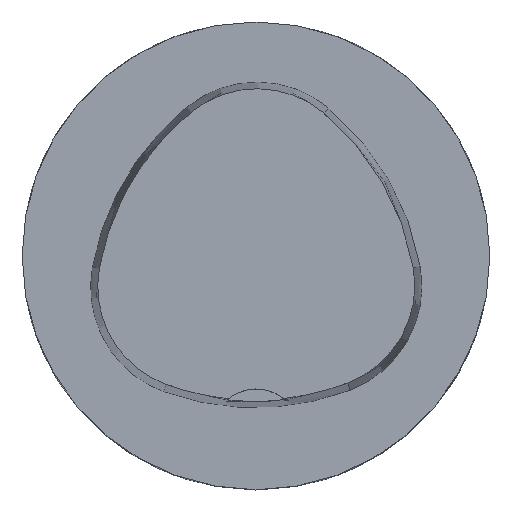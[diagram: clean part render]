
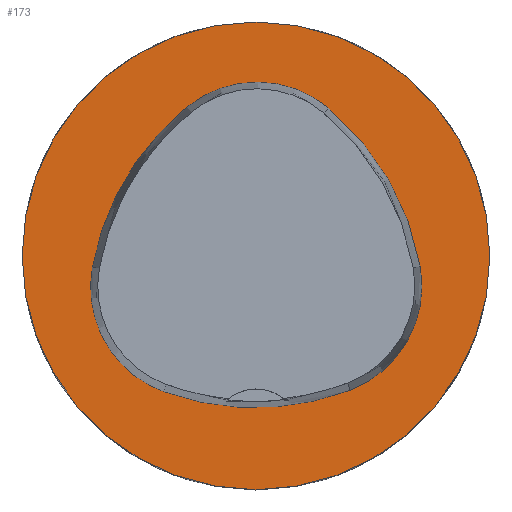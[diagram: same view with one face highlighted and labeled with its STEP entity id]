
A CAD part, top view. The second image highlights one B-rep face of the part: STEP entity #173.
In plain terms, the highlighted planar face has unit normal (0, 0, 1).
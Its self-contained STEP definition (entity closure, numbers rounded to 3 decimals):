
#68=PLANE('',#1270);
#173=ADVANCED_FACE('',(#412,#413),#68,.T.);
#412=FACE_BOUND('',#501,.T.);
#413=FACE_BOUND('',#502,.T.);
#501=EDGE_LOOP('',(#757,#758,#759,#760,#761,#762));
#502=EDGE_LOOP('',(#763));
#757=ORIENTED_EDGE('',*,*,#1073,.T.);
#758=ORIENTED_EDGE('',*,*,#1053,.T.);
#759=ORIENTED_EDGE('',*,*,#1057,.T.);
#760=ORIENTED_EDGE('',*,*,#1060,.T.);
#761=ORIENTED_EDGE('',*,*,#1063,.T.);
#762=ORIENTED_EDGE('',*,*,#1071,.T.);
#763=ORIENTED_EDGE('',*,*,#1044,.F.);
#916=VERTEX_POINT('',#1897);
#925=VERTEX_POINT('',#1916);
#926=VERTEX_POINT('',#1917);
#929=VERTEX_POINT('',#1925);
#931=VERTEX_POINT('',#1931);
#933=VERTEX_POINT('',#1937);
#940=VERTEX_POINT('',#1958);
#1044=EDGE_CURVE('',#916,#916,#1117,.T.);
#1053=EDGE_CURVE('',#925,#926,#1118,.T.);
#1057=EDGE_CURVE('',#926,#929,#1120,.T.);
#1060=EDGE_CURVE('',#929,#931,#1122,.T.);
#1063=EDGE_CURVE('',#931,#933,#1124,.T.);
#1071=EDGE_CURVE('',#933,#940,#1128,.T.);
#1073=EDGE_CURVE('',#940,#925,#1130,.T.);
#1117=CIRCLE('',#1242,31.5);
#1118=CIRCLE('',#1248,36.);
#1120=CIRCLE('',#1251,15.);
#1122=CIRCLE('',#1254,36.);
#1124=CIRCLE('',#1257,15.);
#1128=CIRCLE('',#1262,36.);
#1130=CIRCLE('',#1265,15.);
#1242=AXIS2_PLACEMENT_3D('',#1896,#1490,#1491);
#1248=AXIS2_PLACEMENT_3D('',#1915,#1506,#1507);
#1251=AXIS2_PLACEMENT_3D('',#1924,#1514,#1515);
#1254=AXIS2_PLACEMENT_3D('',#1930,#1521,#1522);
#1257=AXIS2_PLACEMENT_3D('',#1936,#1528,#1529);
#1262=AXIS2_PLACEMENT_3D('',#1959,#1540,#1541);
#1265=AXIS2_PLACEMENT_3D('',#1962,#1546,#1547);
#1270=AXIS2_PLACEMENT_3D('',#1967,#1556,#1557);
#1490=DIRECTION('',(0.,0.,-1.));
#1491=DIRECTION('',(-1.,0.,0.));
#1506=DIRECTION('',(0.,0.,-1.));
#1507=DIRECTION('',(-1.,0.,0.));
#1514=DIRECTION('',(0.,0.,-1.));
#1515=DIRECTION('',(-1.,0.,0.));
#1521=DIRECTION('',(0.,0.,-1.));
#1522=DIRECTION('',(-1.,0.,0.));
#1528=DIRECTION('',(0.,0.,-1.));
#1529=DIRECTION('',(-1.,0.,0.));
#1540=DIRECTION('',(0.,0.,-1.));
#1541=DIRECTION('',(-1.,0.,0.));
#1546=DIRECTION('',(0.,0.,-1.));
#1547=DIRECTION('',(-1.,0.,0.));
#1556=DIRECTION('',(0.,0.,1.));
#1557=DIRECTION('',(1.,0.,0.));
#1896=CARTESIAN_POINT('',(0.,0.,0.));
#1897=CARTESIAN_POINT('',(-31.5,0.,0.));
#1915=CARTESIAN_POINT('',(13.398,-7.893,0.));
#1916=CARTESIAN_POINT('',(-22.041,-1.562,0.));
#1917=CARTESIAN_POINT('',(-9.317,20.036,0.));
#1924=CARTESIAN_POINT('',(0.148,8.399,0.));
#1925=CARTESIAN_POINT('',(9.779,19.898,0.));
#1930=CARTESIAN_POINT('',(-13.337,-7.7,0.));
#1931=CARTESIAN_POINT('',(22.122,-1.48,0.));
#1936=CARTESIAN_POINT('',(7.347,-4.071,0.));
#1937=CARTESIAN_POINT('',(12.693,-18.087,0.));
#1958=CARTESIAN_POINT('',(-12.373,-18.307,0.));
#1959=CARTESIAN_POINT('',(-0.137,15.55,0.));
#1962=CARTESIAN_POINT('',(-7.275,-4.2,0.));
#1967=CARTESIAN_POINT('',(0.,0.,0.));
